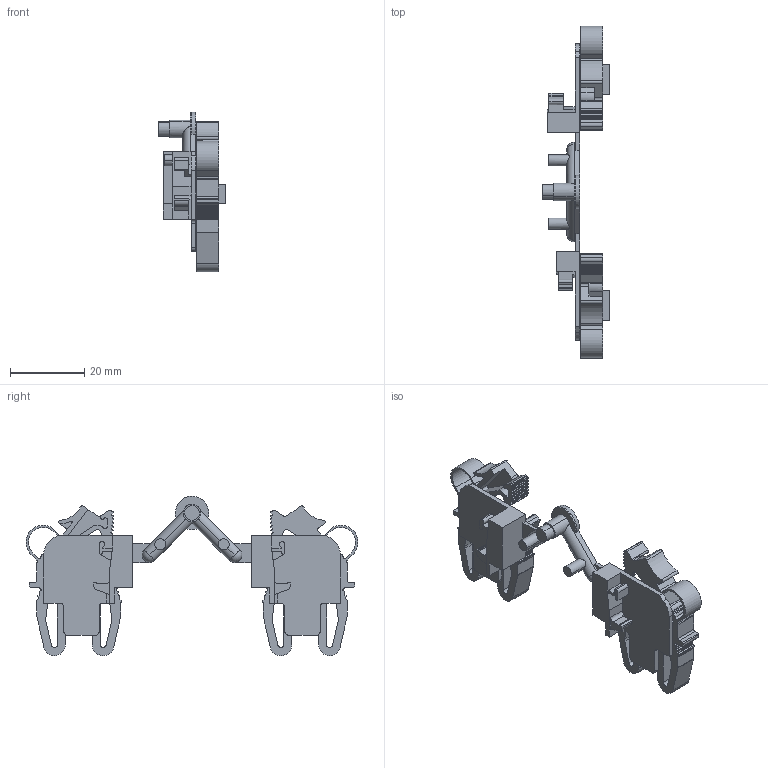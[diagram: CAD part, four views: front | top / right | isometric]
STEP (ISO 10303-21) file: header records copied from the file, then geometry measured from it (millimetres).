
FILE_DESCRIPTION(('CATIA V5R22 STEP214','CAx-IF Rec.Pracs.--- Model Styling and Organization---1.4--- 2014-01-23'),'2;1');
FILE_NAME ('025175-4_0', '2021-04-21T07:13:53+00:00', ('Weidmueller Interface'), ('Weidmueller'), 'CATIA Version 5-6 Release 2016 SP3 HF44', 'CATIA V5 STEP AP214', 'none');
FILE_SCHEMA(('AUTOMOTIVE_DESIGN { 1 0 10303 214 1 1 1 1 }'));
Length unit declared in the file: millimetre
Products named in the file (1): 38935_ZVLA_DF_CL_ZPS2.5_AllCATPart
Bounding box: 18 x 89.46 x 42.97 mm (x, y, z)
Volume: 7977 mm3; surface area: 9775 mm2
Topology: 7 solids, 7 shells, 599 faces, 1756 edges, 1174 vertices
Faces by surface type: plane 321, cylinder 268, torus 10
Entity records: 19435 total; most frequent: CARTESIAN_POINT 4047, ORIENTED_EDGE 3512, DIRECTION 2666, EDGE_CURVE 1756, VERTEX_POINT 1174, AXIS2_PLACEMENT_3D 1116, VECTOR 974, LINE 974
